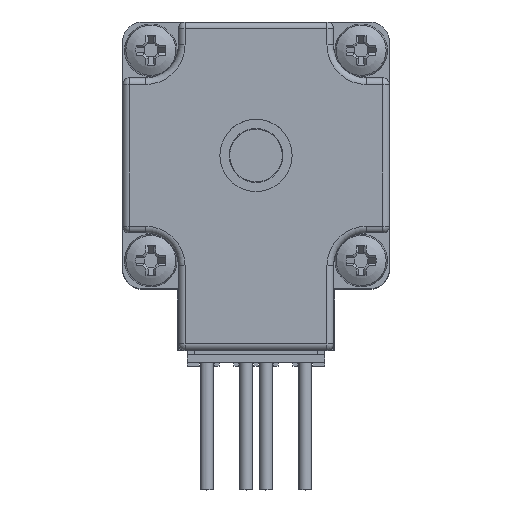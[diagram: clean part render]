
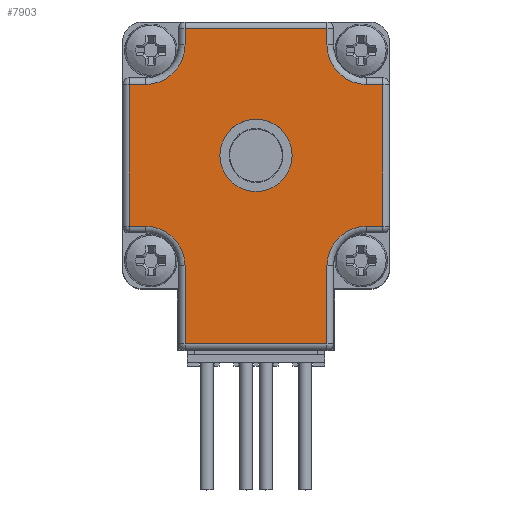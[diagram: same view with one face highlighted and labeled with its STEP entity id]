
A CAD part, top view. The second image highlights one B-rep face of the part: STEP entity #7903.
In plain terms, the highlighted planar face has unit normal (0, 0, 1).
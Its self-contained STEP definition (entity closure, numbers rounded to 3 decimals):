
#197=FACE_BOUND('',#828,.T.);
#389=FACE_OUTER_BOUND('',#827,.T.);
#827=EDGE_LOOP('',(#5074,#5075,#5076,#5077,#5078,#5079,#5080,#5081,#5082,
#5083,#5084,#5085,#5086,#5087,#5088,#5089));
#828=EDGE_LOOP('',(#5090,#5091));
#1263=CIRCLE('',#8344,2.75);
#1264=CIRCLE('',#8345,2.75);
#1278=CIRCLE('',#8366,3.);
#1298=CIRCLE('',#8398,3.);
#1310=CIRCLE('',#8418,3.);
#1314=CIRCLE('',#8426,3.);
#1665=LINE('',#11603,#2318);
#1667=LINE('',#11612,#2320);
#1673=LINE('',#11641,#2326);
#1679=LINE('',#11673,#2332);
#1681=LINE('',#11682,#2334);
#1687=LINE('',#11711,#2340);
#1689=LINE('',#11717,#2342);
#1691=LINE('',#11726,#2344);
#1693=LINE('',#11729,#2346);
#1695=LINE('',#11735,#2348);
#1697=LINE('',#11744,#2350);
#1699=LINE('',#11747,#2352);
#2318=VECTOR('',#9272,10.);
#2320=VECTOR('',#9284,10.);
#2326=VECTOR('',#9316,10.);
#2332=VECTOR('',#9350,10.);
#2334=VECTOR('',#9362,10.);
#2340=VECTOR('',#9394,10.);
#2342=VECTOR('',#9400,10.);
#2344=VECTOR('',#9412,10.);
#2346=VECTOR('',#9416,10.);
#2348=VECTOR('',#9422,10.);
#2350=VECTOR('',#9434,10.);
#2352=VECTOR('',#9438,10.);
#2967=VERTEX_POINT('',#11562);
#2968=VERTEX_POINT('',#11563);
#2972=VERTEX_POINT('',#11574);
#2977=VERTEX_POINT('',#11587);
#2981=VERTEX_POINT('',#11599);
#2983=VERTEX_POINT('',#11605);
#2986=VERTEX_POINT('',#11615);
#2991=VERTEX_POINT('',#11628);
#2996=VERTEX_POINT('',#11644);
#3001=VERTEX_POINT('',#11657);
#3005=VERTEX_POINT('',#11669);
#3007=VERTEX_POINT('',#11675);
#3010=VERTEX_POINT('',#11685);
#3015=VERTEX_POINT('',#11698);
#3019=VERTEX_POINT('',#11713);
#3021=VERTEX_POINT('',#11719);
#3023=VERTEX_POINT('',#11731);
#3025=VERTEX_POINT('',#11737);
#3737=EDGE_CURVE('',#2967,#2968,#1263,.T.);
#3738=EDGE_CURVE('',#2968,#2967,#1264,.T.);
#3756=EDGE_CURVE('',#2972,#2981,#1665,.T.);
#3759=EDGE_CURVE('',#2981,#2983,#1278,.T.);
#3761=EDGE_CURVE('',#2983,#2977,#1667,.T.);
#3775=EDGE_CURVE('',#2977,#2991,#1673,.T.);
#3790=EDGE_CURVE('',#2991,#3005,#1679,.T.);
#3793=EDGE_CURVE('',#3005,#3007,#1298,.T.);
#3795=EDGE_CURVE('',#3007,#3001,#1681,.T.);
#3809=EDGE_CURVE('',#3001,#3015,#1687,.T.);
#3812=EDGE_CURVE('',#3015,#3019,#1689,.T.);
#3815=EDGE_CURVE('',#3019,#3021,#1310,.T.);
#3817=EDGE_CURVE('',#3021,#3010,#1691,.T.);
#3819=EDGE_CURVE('',#3010,#2996,#1693,.T.);
#3822=EDGE_CURVE('',#2996,#3023,#1695,.T.);
#3825=EDGE_CURVE('',#3023,#3025,#1314,.T.);
#3827=EDGE_CURVE('',#3025,#2986,#1697,.T.);
#3829=EDGE_CURVE('',#2986,#2972,#1699,.T.);
#5074=ORIENTED_EDGE('',*,*,#3756,.F.);
#5075=ORIENTED_EDGE('',*,*,#3829,.F.);
#5076=ORIENTED_EDGE('',*,*,#3827,.F.);
#5077=ORIENTED_EDGE('',*,*,#3825,.F.);
#5078=ORIENTED_EDGE('',*,*,#3822,.F.);
#5079=ORIENTED_EDGE('',*,*,#3819,.F.);
#5080=ORIENTED_EDGE('',*,*,#3817,.F.);
#5081=ORIENTED_EDGE('',*,*,#3815,.F.);
#5082=ORIENTED_EDGE('',*,*,#3812,.F.);
#5083=ORIENTED_EDGE('',*,*,#3809,.F.);
#5084=ORIENTED_EDGE('',*,*,#3795,.F.);
#5085=ORIENTED_EDGE('',*,*,#3793,.F.);
#5086=ORIENTED_EDGE('',*,*,#3790,.F.);
#5087=ORIENTED_EDGE('',*,*,#3775,.F.);
#5088=ORIENTED_EDGE('',*,*,#3761,.F.);
#5089=ORIENTED_EDGE('',*,*,#3759,.F.);
#5090=ORIENTED_EDGE('',*,*,#3737,.T.);
#5091=ORIENTED_EDGE('',*,*,#3738,.T.);
#7140=PLANE('',#8440);
#7903=ADVANCED_FACE('',(#389,#197),#7140,.T.);
#8344=AXIS2_PLACEMENT_3D('',#11564,#9228,#9229);
#8345=AXIS2_PLACEMENT_3D('',#11565,#9230,#9231);
#8366=AXIS2_PLACEMENT_3D('',#11609,#9279,#9280);
#8398=AXIS2_PLACEMENT_3D('',#11679,#9357,#9358);
#8418=AXIS2_PLACEMENT_3D('',#11723,#9407,#9408);
#8426=AXIS2_PLACEMENT_3D('',#11741,#9429,#9430);
#8440=AXIS2_PLACEMENT_3D('',#11786,#9478,#9479);
#9228=DIRECTION('center_axis',(0.,0.,
-1.));
#9229=DIRECTION('ref_axis',(1.,0.,0.));
#9230=DIRECTION('center_axis',(0.,0.,
-1.));
#9231=DIRECTION('ref_axis',(1.,0.,0.));
#9272=DIRECTION('',(0.,-1.,0.));
#9279=DIRECTION('center_axis',(0.,0.,
1.));
#9280=DIRECTION('ref_axis',(-0.707,-0.707,0.));
#9284=DIRECTION('',(1.,0.,0.));
#9316=DIRECTION('',(0.,-1.,0.));
#9350=DIRECTION('',(-1.,0.,0.));
#9357=DIRECTION('center_axis',(0.,0.,
1.));
#9358=DIRECTION('ref_axis',(-0.707,0.707,0.));
#9362=DIRECTION('',(0.,-1.,0.));
#9394=DIRECTION('',(-1.,0.,0.));
#9400=DIRECTION('',(0.,1.,0.));
#9407=DIRECTION('center_axis',(0.,0.,
1.));
#9408=DIRECTION('ref_axis',(0.707,0.707,0.));
#9412=DIRECTION('',(-1.,0.,0.));
#9416=DIRECTION('',(0.,1.,0.));
#9422=DIRECTION('',(1.,0.,0.));
#9429=DIRECTION('center_axis',(0.,0.,
1.));
#9430=DIRECTION('ref_axis',(0.707,-0.707,0.));
#9434=DIRECTION('',(0.,1.,0.));
#9438=DIRECTION('',(1.,0.,0.));
#9478=DIRECTION('center_axis',(0.,0.,
1.));
#9479=DIRECTION('ref_axis',(1.,0.,0.));
#11562=CARTESIAN_POINT('',(2.75,0.,17.4));
#11563=CARTESIAN_POINT('',(-2.75,0.,17.4));
#11564=CARTESIAN_POINT('Origin',(0.,0.,
17.4));
#11565=CARTESIAN_POINT('Origin',(0.,0.,
17.4));
#11574=CARTESIAN_POINT('',(5.4,9.65,17.4));
#11587=CARTESIAN_POINT('',(9.65,5.4,17.4));
#11599=CARTESIAN_POINT('',(5.4,8.4,17.4));
#11603=CARTESIAN_POINT('',(5.4,4.073,17.4));
#11605=CARTESIAN_POINT('',(8.4,5.4,17.4));
#11609=CARTESIAN_POINT('Origin',(8.4,8.4,17.4));
#11612=CARTESIAN_POINT('',(4.2,5.4,17.4));
#11615=CARTESIAN_POINT('',(-5.4,9.65,17.4));
#11628=CARTESIAN_POINT('',(9.65,-5.4,17.4));
#11641=CARTESIAN_POINT('',(9.65,4.073,17.4));
#11644=CARTESIAN_POINT('',(-9.65,5.4,17.4));
#11657=CARTESIAN_POINT('',(5.4,-14.35,17.4));
#11669=CARTESIAN_POINT('',(8.4,-5.4,17.4));
#11673=CARTESIAN_POINT('',(5.075,-5.4,17.4));
#11675=CARTESIAN_POINT('',(5.4,-8.4,17.4));
#11679=CARTESIAN_POINT('Origin',(8.4,-8.4,17.4));
#11682=CARTESIAN_POINT('',(5.4,-5.202,17.4));
#11685=CARTESIAN_POINT('',(-9.65,-5.4,17.4));
#11698=CARTESIAN_POINT('',(-5.4,-14.35,17.4));
#11711=CARTESIAN_POINT('',(2.95,-14.35,17.4));
#11713=CARTESIAN_POINT('',(-5.4,-8.4,17.4));
#11717=CARTESIAN_POINT('',(-5.4,-8.427,17.4));
#11719=CARTESIAN_POINT('',(-8.4,-5.4,17.4));
#11723=CARTESIAN_POINT('Origin',(-8.4,-8.4,17.4));
#11726=CARTESIAN_POINT('',(-4.2,-5.4,17.4));
#11729=CARTESIAN_POINT('',(-9.65,-1.002,17.4));
#11731=CARTESIAN_POINT('',(-8.4,5.4,17.4));
#11735=CARTESIAN_POINT('',(-5.075,5.4,17.4));
#11737=CARTESIAN_POINT('',(-5.4,8.4,17.4));
#11741=CARTESIAN_POINT('Origin',(-8.4,8.4,17.4));
#11744=CARTESIAN_POINT('',(-5.4,3.198,17.4));
#11747=CARTESIAN_POINT('',(-5.075,9.65,17.4));
#11786=CARTESIAN_POINT('Origin',(0.,-2.004,
17.4));
